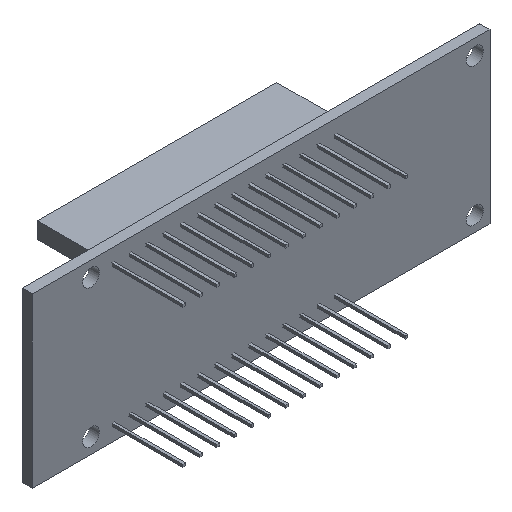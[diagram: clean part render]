
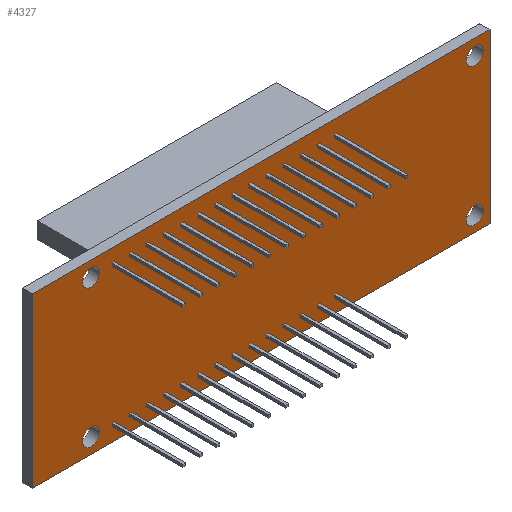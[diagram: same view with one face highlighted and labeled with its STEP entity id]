
A CAD part, isometric view. The second image highlights one B-rep face of the part: STEP entity #4327.
In plain terms, the highlighted planar face has unit normal (0, -1, 0).
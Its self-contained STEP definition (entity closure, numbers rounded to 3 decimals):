
#47=FACE_BOUND('',#660,.T.);
#48=FACE_BOUND('',#661,.T.);
#49=FACE_BOUND('',#662,.T.);
#50=FACE_BOUND('',#663,.T.);
#125=PLANE('',#4633);
#384=FACE_OUTER_BOUND('',#659,.T.);
#659=EDGE_LOOP('',(#3333,#3334,#3335,#3336));
#660=EDGE_LOOP('',(#3337));
#661=EDGE_LOOP('',(#3338));
#662=EDGE_LOOP('',(#3339));
#663=EDGE_LOOP('',(#3340));
#1003=LINE('',#6262,#1584);
#1007=LINE('',#6270,#1588);
#1010=LINE('',#6276,#1591);
#1013=LINE('',#6281,#1594);
#1584=VECTOR('',#5097,10.);
#1588=VECTOR('',#5103,10.);
#1591=VECTOR('',#5108,10.);
#1594=VECTOR('',#5113,10.);
#2069=CIRCLE('',#4618,1.25);
#2071=CIRCLE('',#4621,1.25);
#2073=CIRCLE('',#4624,1.25);
#2075=CIRCLE('',#4627,1.25);
#2155=VERTEX_POINT('',#6238);
#2157=VERTEX_POINT('',#6244);
#2159=VERTEX_POINT('',#6250);
#2161=VERTEX_POINT('',#6256);
#2162=VERTEX_POINT('',#6260);
#2163=VERTEX_POINT('',#6261);
#2166=VERTEX_POINT('',#6269);
#2168=VERTEX_POINT('',#6275);
#2577=EDGE_CURVE('',#2155,#2155,#2069,.T.);
#2580=EDGE_CURVE('',#2157,#2157,#2071,.T.);
#2583=EDGE_CURVE('',#2159,#2159,#2073,.T.);
#2586=EDGE_CURVE('',#2161,#2161,#2075,.T.);
#2587=EDGE_CURVE('',#2162,#2163,#1003,.T.);
#2591=EDGE_CURVE('',#2163,#2166,#1007,.T.);
#2594=EDGE_CURVE('',#2166,#2168,#1010,.T.);
#2597=EDGE_CURVE('',#2168,#2162,#1013,.T.);
#3333=ORIENTED_EDGE('',*,*,#2597,.T.);
#3334=ORIENTED_EDGE('',*,*,#2587,.T.);
#3335=ORIENTED_EDGE('',*,*,#2591,.T.);
#3336=ORIENTED_EDGE('',*,*,#2594,.T.);
#3337=ORIENTED_EDGE('',*,*,#2586,.F.);
#3338=ORIENTED_EDGE('',*,*,#2583,.F.);
#3339=ORIENTED_EDGE('',*,*,#2580,.F.);
#3340=ORIENTED_EDGE('',*,*,#2577,.F.);
#4327=ADVANCED_FACE('',(#384,#47,#48,#49,#50),#125,.F.);
#4618=AXIS2_PLACEMENT_3D('',#6240,#5072,#5073);
#4621=AXIS2_PLACEMENT_3D('',#6246,#5079,#5080);
#4624=AXIS2_PLACEMENT_3D('',#6252,#5086,#5087);
#4627=AXIS2_PLACEMENT_3D('',#6258,#5093,#5094);
#4633=AXIS2_PLACEMENT_3D('',#6284,#5117,#5118);
#5072=DIRECTION('center_axis',(0.,-1.,0.));
#5073=DIRECTION('ref_axis',(1.,0.,0.));
#5079=DIRECTION('center_axis',(0.,-1.,0.));
#5080=DIRECTION('ref_axis',(1.,0.,0.));
#5086=DIRECTION('center_axis',(0.,-1.,0.));
#5087=DIRECTION('ref_axis',(1.,0.,0.));
#5093=DIRECTION('center_axis',(0.,-1.,0.));
#5094=DIRECTION('ref_axis',(1.,0.,0.));
#5097=DIRECTION('',(0.,0.,-1.));
#5103=DIRECTION('',(1.,0.,0.));
#5108=DIRECTION('',(0.,0.,1.));
#5113=DIRECTION('',(-1.,0.,0.));
#5117=DIRECTION('center_axis',(0.,1.,0.));
#5118=DIRECTION('ref_axis',(1.,0.,0.));
#6238=CARTESIAN_POINT('',(7.5,0.,22.75));
#6240=CARTESIAN_POINT('Origin',(8.75,0.,22.75));
#6244=CARTESIAN_POINT('',(64.5,0.,22.75));
#6246=CARTESIAN_POINT('Origin',(65.75,0.,22.75));
#6250=CARTESIAN_POINT('',(64.5,0.,2.25));
#6252=CARTESIAN_POINT('Origin',(65.75,0.,2.25));
#6256=CARTESIAN_POINT('',(7.5,0.,2.25));
#6258=CARTESIAN_POINT('Origin',(8.75,0.,2.25));
#6260=CARTESIAN_POINT('',(0.,0.,25.));
#6261=CARTESIAN_POINT('',(0.,0.,0.));
#6262=CARTESIAN_POINT('',(0.,0.,25.));
#6269=CARTESIAN_POINT('',(68.,0.,0.));
#6270=CARTESIAN_POINT('',(0.,0.,0.));
#6275=CARTESIAN_POINT('',(68.,0.,25.));
#6276=CARTESIAN_POINT('',(68.,0.,0.));
#6281=CARTESIAN_POINT('',(68.,0.,25.));
#6284=CARTESIAN_POINT('Origin',(34.,0.,12.5));
